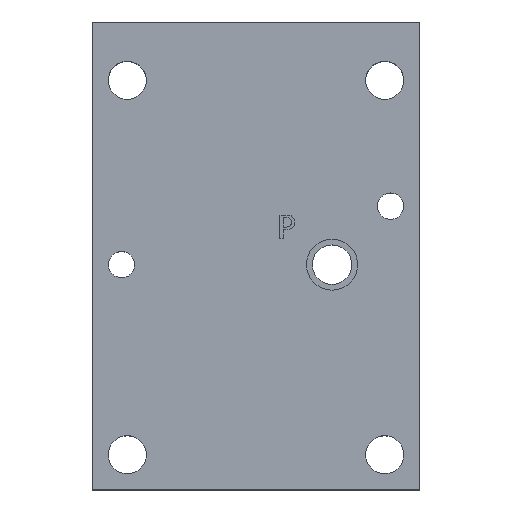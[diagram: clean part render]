
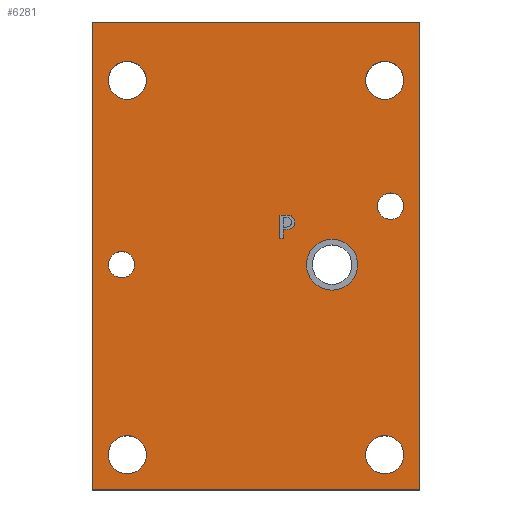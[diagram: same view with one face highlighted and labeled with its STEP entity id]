
A CAD part, top view. The second image highlights one B-rep face of the part: STEP entity #6281.
In plain terms, the highlighted planar face has unit normal (0, 0, 1).
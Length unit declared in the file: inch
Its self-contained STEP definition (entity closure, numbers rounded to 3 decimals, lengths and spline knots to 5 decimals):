
#33=CIRCLE('',#6548,0.203);
#34=CIRCLE('',#6549,0.203);
#35=CIRCLE('',#6550,0.203);
#36=CIRCLE('',#6551,0.203);
#37=CIRCLE('',#6552,0.1405);
#38=CIRCLE('',#6553,0.1405);
#39=CIRCLE('',#6554,0.273);
#40=CIRCLE('',#6555,0.273);
#115=FACE_BOUND('',#871,.T.);
#116=FACE_BOUND('',#872,.T.);
#117=FACE_BOUND('',#873,.T.);
#118=FACE_BOUND('',#874,.T.);
#119=FACE_BOUND('',#875,.T.);
#120=FACE_BOUND('',#876,.T.);
#121=FACE_BOUND('',#877,.T.);
#122=FACE_BOUND('',#878,.T.);
#517=FACE_OUTER_BOUND('',#870,.T.);
#870=EDGE_LOOP('',(#5564,#5565,#5566,#5567));
#871=EDGE_LOOP('',(#5568));
#872=EDGE_LOOP('',(#5569));
#873=EDGE_LOOP('',(#5570));
#874=EDGE_LOOP('',(#5571));
#875=EDGE_LOOP('',(#5572));
#876=EDGE_LOOP('',(#5573));
#877=EDGE_LOOP('',(#5574,#5575));
#878=EDGE_LOOP('',(#5576,#5577,#5578,#5579,#5580,#5581,#5582,#5583,#5584));
#1543=LINE('',#10655,#2222);
#1560=LINE('',#10810,#2239);
#1563=LINE('',#10815,#2242);
#1565=LINE('',#10819,#2244);
#1574=LINE('',#10861,#2253);
#1576=LINE('',#10865,#2255);
#1579=LINE('',#10895,#2258);
#1580=LINE('',#10897,#2259);
#1581=LINE('',#10898,#2260);
#2222=VECTOR('',#7653,3.5);
#2239=VECTOR('',#7686,0.3937);
#2242=VECTOR('',#7691,0.3937);
#2244=VECTOR('',#7695,0.3937);
#2253=VECTOR('',#7712,0.3937);
#2255=VECTOR('',#7716,0.3937);
#2258=VECTOR('',#7721,5.);
#2259=VECTOR('',#7722,5.);
#2260=VECTOR('',#7723,3.5);
#2444=B_SPLINE_CURVE_WITH_KNOTS('',2,(#10830,#10831,#10832,#10833),
 .UNSPECIFIED.,.F.,.F.,(3,1,3),(0.,1.,2.),.UNSPECIFIED.);
#2445=B_SPLINE_CURVE_WITH_KNOTS('',2,(#10844,#10845,#10846,#10847),
 .UNSPECIFIED.,.F.,.F.,(3,1,3),(0.,1.,2.),.UNSPECIFIED.);
#2446=B_SPLINE_CURVE_WITH_KNOTS('',2,(#10876,#10877,#10878,#10879),
 .UNSPECIFIED.,.F.,.F.,(3,1,3),(0.,1.,2.),.UNSPECIFIED.);
#2447=B_SPLINE_CURVE_WITH_KNOTS('',2,(#10889,#10890,#10891,#10892),
 .UNSPECIFIED.,.F.,.F.,(3,1,3),(0.,1.,2.),.UNSPECIFIED.);
#2958=VERTEX_POINT('',#10653);
#2959=VERTEX_POINT('',#10654);
#2983=VERTEX_POINT('',#10808);
#2984=VERTEX_POINT('',#10809);
#2985=VERTEX_POINT('',#10814);
#2986=VERTEX_POINT('',#10818);
#2987=VERTEX_POINT('',#10829);
#2988=VERTEX_POINT('',#10843);
#2991=VERTEX_POINT('',#10860);
#2992=VERTEX_POINT('',#10864);
#2993=VERTEX_POINT('',#10875);
#2994=VERTEX_POINT('',#10894);
#2995=VERTEX_POINT('',#10896);
#2996=VERTEX_POINT('',#10899);
#2997=VERTEX_POINT('',#10901);
#2998=VERTEX_POINT('',#10903);
#2999=VERTEX_POINT('',#10905);
#3000=VERTEX_POINT('',#10907);
#3001=VERTEX_POINT('',#10909);
#3002=VERTEX_POINT('',#10911);
#3003=VERTEX_POINT('',#10912);
#3822=EDGE_CURVE('',#2958,#2959,#1543,.T.);
#3851=EDGE_CURVE('',#2983,#2984,#1560,.T.);
#3854=EDGE_CURVE('',#2984,#2985,#1563,.T.);
#3856=EDGE_CURVE('',#2985,#2986,#1565,.T.);
#3858=EDGE_CURVE('',#2986,#2987,#2444,.T.);
#3860=EDGE_CURVE('',#2987,#2988,#2445,.T.);
#3867=EDGE_CURVE('',#2991,#2983,#1574,.T.);
#3869=EDGE_CURVE('',#2992,#2991,#1576,.T.);
#3871=EDGE_CURVE('',#2993,#2992,#2446,.T.);
#3873=EDGE_CURVE('',#2988,#2993,#2447,.T.);
#3874=EDGE_CURVE('',#2959,#2994,#1579,.T.);
#3875=EDGE_CURVE('',#2995,#2958,#1580,.T.);
#3876=EDGE_CURVE('',#2994,#2995,#1581,.T.);
#3877=EDGE_CURVE('',#2996,#2996,#33,.T.);
#3878=EDGE_CURVE('',#2997,#2997,#34,.T.);
#3879=EDGE_CURVE('',#2998,#2998,#35,.T.);
#3880=EDGE_CURVE('',#2999,#2999,#36,.T.);
#3881=EDGE_CURVE('',#3000,#3000,#37,.T.);
#3882=EDGE_CURVE('',#3001,#3001,#38,.T.);
#3883=EDGE_CURVE('',#3002,#3003,#39,.T.);
#3884=EDGE_CURVE('',#3003,#3002,#40,.T.);
#5564=ORIENTED_EDGE('',*,*,#3874,.F.);
#5565=ORIENTED_EDGE('',*,*,#3822,.F.);
#5566=ORIENTED_EDGE('',*,*,#3875,.F.);
#5567=ORIENTED_EDGE('',*,*,#3876,.F.);
#5568=ORIENTED_EDGE('',*,*,#3877,.T.);
#5569=ORIENTED_EDGE('',*,*,#3878,.T.);
#5570=ORIENTED_EDGE('',*,*,#3879,.T.);
#5571=ORIENTED_EDGE('',*,*,#3880,.T.);
#5572=ORIENTED_EDGE('',*,*,#3881,.T.);
#5573=ORIENTED_EDGE('',*,*,#3882,.T.);
#5574=ORIENTED_EDGE('',*,*,#3883,.T.);
#5575=ORIENTED_EDGE('',*,*,#3884,.T.);
#5576=ORIENTED_EDGE('',*,*,#3851,.T.);
#5577=ORIENTED_EDGE('',*,*,#3854,.T.);
#5578=ORIENTED_EDGE('',*,*,#3856,.T.);
#5579=ORIENTED_EDGE('',*,*,#3858,.T.);
#5580=ORIENTED_EDGE('',*,*,#3860,.T.);
#5581=ORIENTED_EDGE('',*,*,#3873,.T.);
#5582=ORIENTED_EDGE('',*,*,#3871,.T.);
#5583=ORIENTED_EDGE('',*,*,#3869,.T.);
#5584=ORIENTED_EDGE('',*,*,#3867,.T.);
#5971=PLANE('',#6547);
#6281=ADVANCED_FACE('',(#517,#115,#116,#117,#118,#119,#120,#121,#122),#5971,
 .T.);
#6547=AXIS2_PLACEMENT_3D('',#10893,#7719,#7720);
#6548=AXIS2_PLACEMENT_3D('',#10900,#7724,#7725);
#6549=AXIS2_PLACEMENT_3D('',#10902,#7726,#7727);
#6550=AXIS2_PLACEMENT_3D('',#10904,#7728,#7729);
#6551=AXIS2_PLACEMENT_3D('',#10906,#7730,#7731);
#6552=AXIS2_PLACEMENT_3D('',#10908,#7732,#7733);
#6553=AXIS2_PLACEMENT_3D('',#10910,#7734,#7735);
#6554=AXIS2_PLACEMENT_3D('',#10913,#7736,#7737);
#6555=AXIS2_PLACEMENT_3D('',#10914,#7738,#7739);
#7653=DIRECTION('',(-1.,0.,0.));
#7686=DIRECTION('',(-1.,0.,0.));
#7691=DIRECTION('',(0.,1.,0.));
#7695=DIRECTION('',(1.,0.,0.));
#7712=DIRECTION('',(0.,-1.,0.));
#7716=DIRECTION('',(-1.,0.,0.));
#7719=DIRECTION('center_axis',(0.,0.,1.));
#7720=DIRECTION('ref_axis',(1.,0.,0.));
#7721=DIRECTION('',(0.,1.,0.));
#7722=DIRECTION('',(0.,-1.,0.));
#7723=DIRECTION('',(1.,0.,0.));
#7724=DIRECTION('center_axis',(0.,0.,-1.));
#7725=DIRECTION('ref_axis',(1.,0.,0.));
#7726=DIRECTION('center_axis',(0.,0.,-1.));
#7727=DIRECTION('ref_axis',(1.,0.,0.));
#7728=DIRECTION('center_axis',(0.,0.,-1.));
#7729=DIRECTION('ref_axis',(1.,0.,0.));
#7730=DIRECTION('center_axis',(0.,0.,-1.));
#7731=DIRECTION('ref_axis',(1.,0.,0.));
#7732=DIRECTION('center_axis',(0.,0.,-1.));
#7733=DIRECTION('ref_axis',(1.,0.,0.));
#7734=DIRECTION('center_axis',(0.,0.,-1.));
#7735=DIRECTION('ref_axis',(1.,0.,0.));
#7736=DIRECTION('center_axis',(0.,0.,-1.));
#7737=DIRECTION('ref_axis',(1.,0.,0.));
#7738=DIRECTION('center_axis',(0.,0.,-1.));
#7739=DIRECTION('ref_axis',(1.,0.,0.));
#10653=CARTESIAN_POINT('',(3.5,0.,1.));
#10654=CARTESIAN_POINT('',(0.,0.,1.));
#10655=CARTESIAN_POINT('',(3.5,0.,1.));
#10808=CARTESIAN_POINT('',(2.03932,2.6867,1.));
#10809=CARTESIAN_POINT('',(2.00609,2.6867,1.));
#10810=CARTESIAN_POINT('',(1.87805,2.6867,1.));
#10814=CARTESIAN_POINT('',(2.00609,2.9367,1.));
#10815=CARTESIAN_POINT('',(2.00609,2.71835,1.));
#10818=CARTESIAN_POINT('',(2.0689,2.9367,1.));
#10819=CARTESIAN_POINT('',(1.90945,2.9367,1.));
#10829=CARTESIAN_POINT('',(2.13433,2.9211,1.));
#10830=CARTESIAN_POINT('Ctrl Pts',(2.0689,2.9367,1.));
#10831=CARTESIAN_POINT('Ctrl Pts',(2.09118,2.9367,1.));
#10832=CARTESIAN_POINT('Ctrl Pts',(2.12238,2.92941,1.));
#10833=CARTESIAN_POINT('Ctrl Pts',(2.13433,2.9211,1.));
#10843=CARTESIAN_POINT('',(2.16411,2.86134,1.));
#10844=CARTESIAN_POINT('Ctrl Pts',(2.13433,2.9211,1.));
#10845=CARTESIAN_POINT('Ctrl Pts',(2.14831,2.91158,1.));
#10846=CARTESIAN_POINT('Ctrl Pts',(2.16411,2.88221,1.));
#10847=CARTESIAN_POINT('Ctrl Pts',(2.16411,2.86134,1.));
#10860=CARTESIAN_POINT('',(2.03932,2.7799,1.));
#10861=CARTESIAN_POINT('',(2.03932,2.59335,1.));
#10864=CARTESIAN_POINT('',(2.06748,2.7799,1.));
#10865=CARTESIAN_POINT('',(1.89466,2.7799,1.));
#10875=CARTESIAN_POINT('',(2.14223,2.80583,1.));
#10876=CARTESIAN_POINT('Ctrl Pts',(2.14223,2.80583,1.));
#10877=CARTESIAN_POINT('Ctrl Pts',(2.12927,2.79306,1.));
#10878=CARTESIAN_POINT('Ctrl Pts',(2.09422,2.7799,1.));
#10879=CARTESIAN_POINT('Ctrl Pts',(2.06748,2.7799,1.));
#10889=CARTESIAN_POINT('Ctrl Pts',(2.16411,2.86134,1.));
#10890=CARTESIAN_POINT('Ctrl Pts',(2.16411,2.84513,1.));
#10891=CARTESIAN_POINT('Ctrl Pts',(2.15257,2.81596,1.));
#10892=CARTESIAN_POINT('Ctrl Pts',(2.14223,2.80583,1.));
#10893=CARTESIAN_POINT('Origin',(1.75,2.5,1.));
#10894=CARTESIAN_POINT('',(0.,5.,1.));
#10895=CARTESIAN_POINT('',(0.,0.,1.));
#10896=CARTESIAN_POINT('',(3.5,5.,1.));
#10897=CARTESIAN_POINT('',(3.5,5.,1.));
#10898=CARTESIAN_POINT('',(0.,5.,1.));
#10899=CARTESIAN_POINT('',(0.172,4.376,1.));
#10900=CARTESIAN_POINT('Origin',(0.375,4.376,1.));
#10901=CARTESIAN_POINT('',(2.922,4.376,1.));
#10902=CARTESIAN_POINT('Origin',(3.125,4.376,1.));
#10903=CARTESIAN_POINT('',(2.922,0.376,1.));
#10904=CARTESIAN_POINT('Origin',(3.125,0.376,1.));
#10905=CARTESIAN_POINT('',(0.172,0.376,1.));
#10906=CARTESIAN_POINT('Origin',(0.375,0.376,1.));
#10907=CARTESIAN_POINT('',(0.1725,2.407,1.));
#10908=CARTESIAN_POINT('Origin',(0.313,2.407,1.));
#10909=CARTESIAN_POINT('',(3.0475,3.032,1.));
#10910=CARTESIAN_POINT('Origin',(3.188,3.032,1.));
#10911=CARTESIAN_POINT('',(2.836,2.407,1.));
#10912=CARTESIAN_POINT('',(2.29,2.407,1.));
#10913=CARTESIAN_POINT('Origin',(2.563,2.407,1.));
#10914=CARTESIAN_POINT('Origin',(2.563,2.407,1.));
